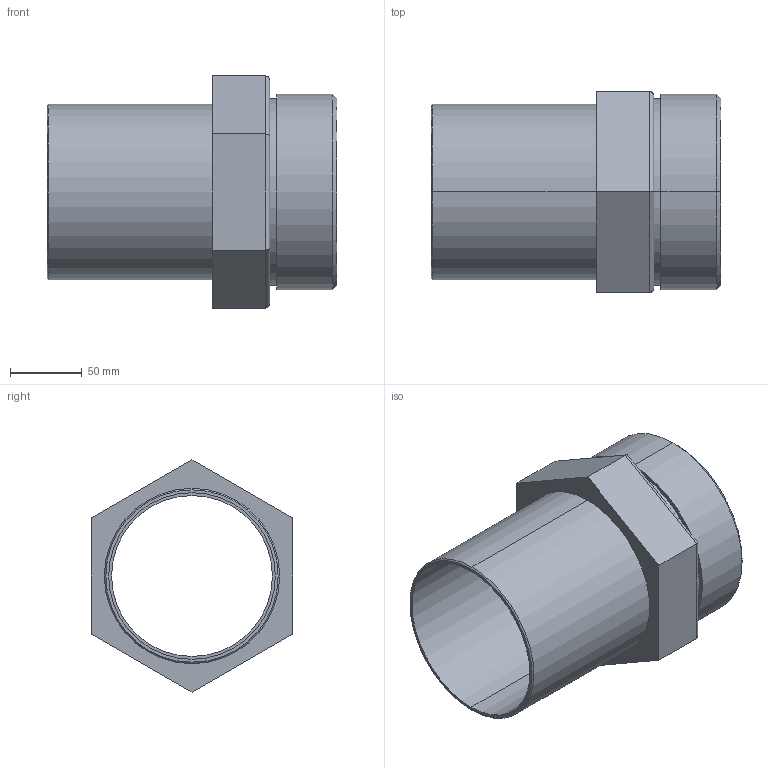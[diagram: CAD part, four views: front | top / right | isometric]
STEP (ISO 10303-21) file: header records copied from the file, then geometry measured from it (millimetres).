
FILE_DESCRIPTION (( 'STEP AP214' ), '1' );
FILE_NAME ('part2.STEP', '2002-07-23T13:22:39', ( '' ), ( '' ), 'SwSTEP 2.0', 'SolidWorks 2011', '' );
FILE_SCHEMA (( 'AUTOMOTIVE_DESIGN' ));
Length unit declared in the file: millimetre
Products named in the file (1): part2
Bounding box: 201.83 x 140 x 161.66 mm (x, y, z)
Volume: 623582.8 mm3; surface area: 170967.5 mm2
Topology: 1 solids, 1 shells, 32 faces, 68 edges, 42 vertices
Faces by surface type: cylinder 16, plane 12, cone 4
Entity records: 894 total; most frequent: CARTESIAN_POINT 161, DIRECTION 152, ORIENTED_EDGE 136, EDGE_CURVE 68, AXIS2_PLACEMENT_3D 57, VERTEX_POINT 42, LINE 38, VECTOR 38
